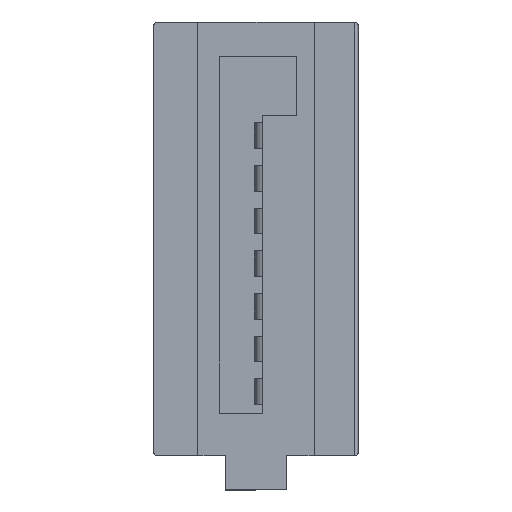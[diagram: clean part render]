
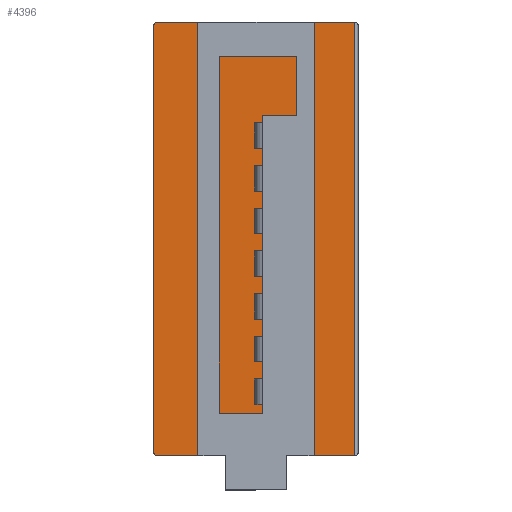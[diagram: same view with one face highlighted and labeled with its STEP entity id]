
A CAD part, left-side view. The second image highlights one B-rep face of the part: STEP entity #4396.
In plain terms, the highlighted face is planar.
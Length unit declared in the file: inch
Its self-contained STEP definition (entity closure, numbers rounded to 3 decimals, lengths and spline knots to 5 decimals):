
#162 = CARTESIAN_POINT ( 'NONE',  ( 0.346, 0.12, 0.249 ) ) ;
#187 = DIRECTION ( 'NONE',  ( 0., 0., 1. ) ) ;
#188 = VECTOR ( 'NONE', #187, 39.37008 ) ;
#189 = CARTESIAN_POINT ( 'NONE',  ( 0.346, 0.12, 0.254 ) ) ;
#190 = LINE ( 'NONE', #189, #188 ) ;
#291 = CARTESIAN_POINT ( 'NONE',  ( 0.346, 0.115, 0.254 ) ) ;
#307 = CARTESIAN_POINT ( 'NONE',  ( 0.346, 0.12, -0.249 ) ) ;
#1073 = CARTESIAN_POINT ( 'NONE',  ( 0.346, 0.115, 0.249 ) ) ;
#1076 = AXIS2_PLACEMENT_3D ( 'NONE', #1073, #1877, #1878 ) ;
#1077 = DIRECTION ( 'NONE',  ( 0., 0., -1. ) ) ;
#1078 = DIRECTION ( 'NONE',  ( 1., 0., 0. ) ) ;
#1079 = CARTESIAN_POINT ( 'NONE',  ( 0.346, 0.115, -0.249 ) ) ;
#1080 = AXIS2_PLACEMENT_3D ( 'NONE', #1079, #1078, #1077 ) ;
#1183 = CIRCLE ( 'NONE', #1080, 0.005 ) ;
#1633 = VERTEX_POINT ( 'NONE', #10960 ) ;
#1654 = VERTEX_POINT ( 'NONE', #10992 ) ;
#1659 = VERTEX_POINT ( 'NONE', #10986 ) ;
#1660 = EDGE_CURVE ( 'NONE', #1654, #1659, #10969, .T. ) ;
#1819 = VERTEX_POINT ( 'NONE', #162 ) ;
#1830 = VERTEX_POINT ( 'NONE', #307 ) ;
#1842 = VERTEX_POINT ( 'NONE', #291 ) ;
#1866 = EDGE_CURVE ( 'NONE', #1830, #1819, #190, .T. ) ;
#1871 = CIRCLE ( 'NONE', #1076, 0.005 ) ;
#1877 = DIRECTION ( 'NONE',  ( 1., 0., 0. ) ) ;
#1878 = DIRECTION ( 'NONE',  ( 0., 0., -1. ) ) ;
#1884 = FACE_OUTER_BOUND ( 'NONE', #4397, .T. ) ;
#1885 = VECTOR ( 'NONE', #1894, 39.37008 ) ;
#1890 = PLANE ( 'NONE',  #1908 ) ;
#1894 = DIRECTION ( 'NONE',  ( 0., 0., -1. ) ) ;
#1895 = CARTESIAN_POINT ( 'NONE',  ( 0.346, -0.115, -0.254 ) ) ;
#1900 = LINE ( 'NONE', #1895, #1885 ) ;
#1903 = CARTESIAN_POINT ( 'NONE',  ( 0.346, 0.12, -0.254 ) ) ;
#1906 = DIRECTION ( 'NONE',  ( 0., 0., -1. ) ) ;
#1907 = DIRECTION ( 'NONE',  ( 1., 0., 0. ) ) ;
#1908 = AXIS2_PLACEMENT_3D ( 'NONE', #1903, #1907, #1906 ) ;
#4111 = EDGE_CURVE ( 'NONE', #1842, #1633, #8612, .T. ) ;
#4366 = ORIENTED_EDGE ( 'NONE', *, *, #4383, .T. ) ;
#4371 = EDGE_CURVE ( 'NONE', #1659, #1830, #1183, .T. ) ;
#4381 = ORIENTED_EDGE ( 'NONE', *, *, #1866, .T. ) ;
#4383 = EDGE_CURVE ( 'NONE', #1819, #1842, #1871, .T. ) ;
#4388 = ORIENTED_EDGE ( 'NONE', *, *, #4371, .T. ) ;
#4389 = ORIENTED_EDGE ( 'NONE', *, *, #4111, .T. ) ;
#4390 = ORIENTED_EDGE ( 'NONE', *, *, #4391, .T. ) ;
#4391 = EDGE_CURVE ( 'NONE', #1633, #1654, #1900, .T. ) ;
#4392 = ORIENTED_EDGE ( 'NONE', *, *, #1660, .T. ) ;
#4396 = ADVANCED_FACE ( 'NONE', ( #1884 ), #1890, .T. ) ;
#4397 = EDGE_LOOP ( 'NONE', ( #4389, #4390, #4392, #4388, #4381, #4366 ) ) ;
#8606 = DIRECTION ( 'NONE',  ( 0., -1., 0. ) ) ;
#8607 = VECTOR ( 'NONE', #8606, 39.37008 ) ;
#8609 = CARTESIAN_POINT ( 'NONE',  ( 0.346, 0.12, 0.254 ) ) ;
#8612 = LINE ( 'NONE', #8609, #8607 ) ;
#10960 = CARTESIAN_POINT ( 'NONE',  ( 0.346, -0.115, 0.254 ) ) ;
#10966 = DIRECTION ( 'NONE',  ( 0., 1., 0. ) ) ;
#10967 = VECTOR ( 'NONE', #10966, 39.37008 ) ;
#10968 = CARTESIAN_POINT ( 'NONE',  ( 0.346, 0.12, -0.254 ) ) ;
#10969 = LINE ( 'NONE', #10968, #10967 ) ;
#10986 = CARTESIAN_POINT ( 'NONE',  ( 0.346, 0.115, -0.254 ) ) ;
#10992 = CARTESIAN_POINT ( 'NONE',  ( 0.346, -0.115, -0.254 ) ) ;
